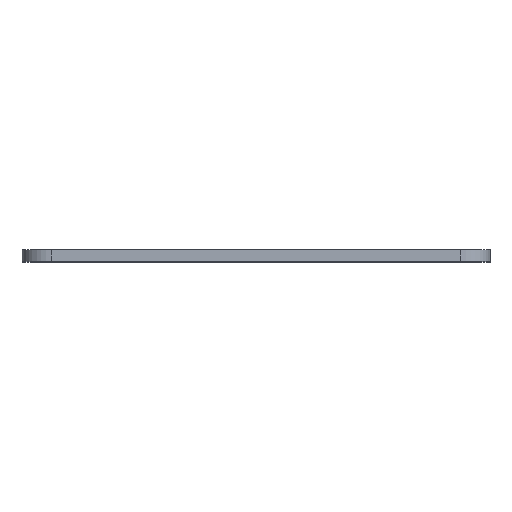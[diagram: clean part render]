
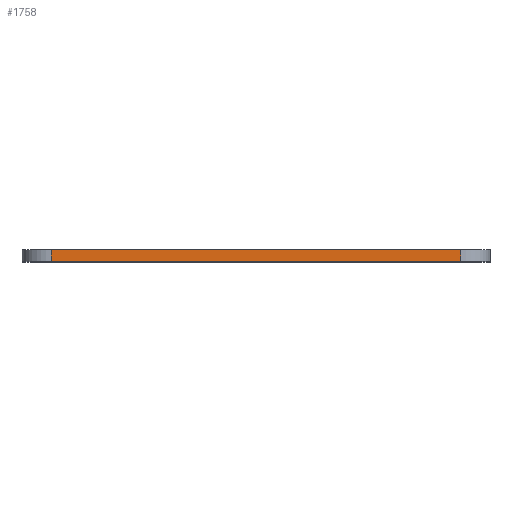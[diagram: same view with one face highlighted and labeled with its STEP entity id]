
A CAD part, top view. The second image highlights one B-rep face of the part: STEP entity #1758.
In plain terms, the highlighted planar face has unit normal (0, 0, 1).
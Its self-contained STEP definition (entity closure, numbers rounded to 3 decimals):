
#46 = CARTESIAN_POINT ( 'NONE',  ( 35., -1., 50. ) ) ;
#76 = CARTESIAN_POINT ( 'NONE',  ( 40., -1., 50. ) ) ;
#87 = VERTEX_POINT ( 'NONE', #178 ) ;
#102 = VERTEX_POINT ( 'NONE', #564 ) ;
#168 = EDGE_CURVE ( 'NONE', #102, #1580, #499, .T. ) ;
#176 = LINE ( 'NONE', #1303, #771 ) ;
#178 = CARTESIAN_POINT ( 'NONE',  ( -35., 1., 50. ) ) ;
#205 = ORIENTED_EDGE ( 'NONE', *, *, #311, .T. ) ;
#212 = PLANE ( 'NONE',  #1299 ) ;
#260 = CARTESIAN_POINT ( 'NONE',  ( 35., 1., 50. ) ) ;
#311 = EDGE_CURVE ( 'NONE', #1580, #318, #966, .T. ) ;
#318 = VERTEX_POINT ( 'NONE', #1644 ) ;
#458 = DIRECTION ( 'NONE',  ( 1., 0., 0. ) ) ;
#483 = VECTOR ( 'NONE', #1159, 1000. ) ;
#499 = LINE ( 'NONE', #76, #483 ) ;
#504 = DIRECTION ( 'NONE',  ( 0., 0., -1. ) ) ;
#506 = ORIENTED_EDGE ( 'NONE', *, *, #168, .T. ) ;
#530 = LINE ( 'NONE', #1226, #932 ) ;
#548 = DIRECTION ( 'NONE',  ( 0., 1., 0. ) ) ;
#564 = CARTESIAN_POINT ( 'NONE',  ( -35., -1., 50. ) ) ;
#617 = EDGE_CURVE ( 'NONE', #87, #318, #176, .T. ) ;
#706 = VECTOR ( 'NONE', #548, 1000. ) ;
#771 = VECTOR ( 'NONE', #458, 1000. ) ;
#932 = VECTOR ( 'NONE', #1654, 1000. ) ;
#966 = LINE ( 'NONE', #260, #706 ) ;
#991 = ORIENTED_EDGE ( 'NONE', *, *, #1656, .T. ) ;
#1159 = DIRECTION ( 'NONE',  ( 1., 0., 0. ) ) ;
#1226 = CARTESIAN_POINT ( 'NONE',  ( -35., 1., 50. ) ) ;
#1299 = AXIS2_PLACEMENT_3D ( 'NONE', #1333, #504, #1312 ) ;
#1303 = CARTESIAN_POINT ( 'NONE',  ( 40., 1., 50. ) ) ;
#1312 = DIRECTION ( 'NONE',  ( -1., 0., 0. ) ) ;
#1333 = CARTESIAN_POINT ( 'NONE',  ( 40., 1., 50. ) ) ;
#1556 = ORIENTED_EDGE ( 'NONE', *, *, #617, .F. ) ;
#1580 = VERTEX_POINT ( 'NONE', #46 ) ;
#1644 = CARTESIAN_POINT ( 'NONE',  ( 35., 1., 50. ) ) ;
#1654 = DIRECTION ( 'NONE',  ( 0., -1., 0. ) ) ;
#1656 = EDGE_CURVE ( 'NONE', #87, #102, #530, .T. ) ;
#1664 = EDGE_LOOP ( 'NONE', ( #1556, #991, #506, #205 ) ) ;
#1750 = FACE_OUTER_BOUND ( 'NONE', #1664, .T. ) ;
#1758 = ADVANCED_FACE ( 'NONE', ( #1750 ), #212, .F. ) ;
